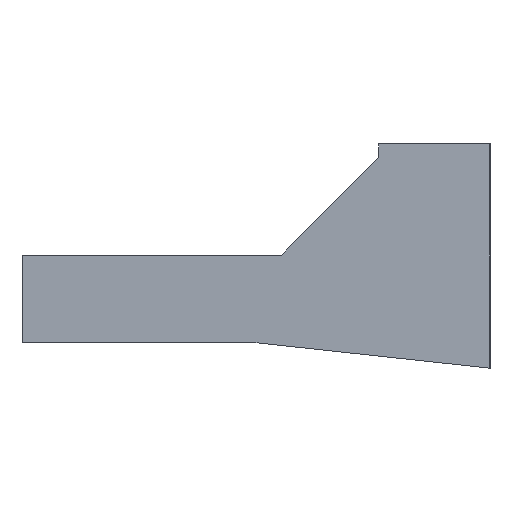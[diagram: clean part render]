
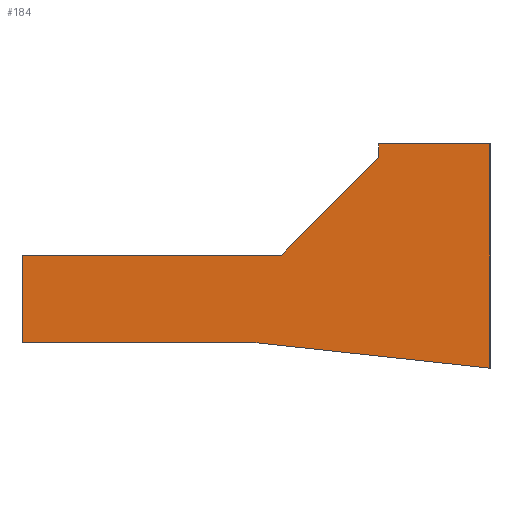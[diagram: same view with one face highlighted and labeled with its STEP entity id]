
A CAD part, left-side view. The second image highlights one B-rep face of the part: STEP entity #184.
In plain terms, the highlighted planar face has unit normal (-1, 0, 0).
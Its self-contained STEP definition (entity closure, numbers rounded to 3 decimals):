
#184=ADVANCED_FACE('',(#452),#453,.T.);
#452=FACE_OUTER_BOUND('',#806,.T.);
#453=PLANE('',#807);
#806=EDGE_LOOP('',(#1306,#1307,#1308,#1309,#1310,#1311,#1312,#1313));
#807=AXIS2_PLACEMENT_3D('',#1314,#1315,#1316);
#1306=ORIENTED_EDGE('',*,*,#2200,.T.);
#1307=ORIENTED_EDGE('',*,*,#2201,.T.);
#1308=ORIENTED_EDGE('',*,*,#2202,.T.);
#1309=ORIENTED_EDGE('',*,*,#2203,.T.);
#1310=ORIENTED_EDGE('',*,*,#2204,.T.);
#1311=ORIENTED_EDGE('',*,*,#2190,.T.);
#1312=ORIENTED_EDGE('',*,*,#2194,.T.);
#1313=ORIENTED_EDGE('',*,*,#2198,.T.);
#1314=CARTESIAN_POINT('',(0.0,0.,1.3));
#1315=DIRECTION('',(-1.0,0.0,0.0));
#1316=DIRECTION('',(0.0,1.0,0.0));
#2190=EDGE_CURVE('',#2642,#2643,#2644,.T.);
#2194=EDGE_CURVE('',#2643,#2648,#2649,.T.);
#2198=EDGE_CURVE('',#2648,#2652,#2654,.T.);
#2200=EDGE_CURVE('',#2652,#2656,#2657,.T.);
#2201=EDGE_CURVE('',#2656,#2658,#2659,.T.);
#2202=EDGE_CURVE('',#2658,#2660,#2661,.T.);
#2203=EDGE_CURVE('',#2660,#2662,#2663,.T.);
#2204=EDGE_CURVE('',#2662,#2642,#2664,.T.);
#2642=VERTEX_POINT('',#3304);
#2643=VERTEX_POINT('',#3305);
#2644=LINE('',#3306,#3307);
#2648=VERTEX_POINT('',#3313);
#2649=LINE('',#3314,#3315);
#2652=VERTEX_POINT('',#3319);
#2654=LINE('',#3322,#3323);
#2656=VERTEX_POINT('',#3325);
#2657=LINE('',#3326,#3327);
#2658=VERTEX_POINT('',#3328);
#2659=LINE('',#3329,#3330);
#2660=VERTEX_POINT('',#3331);
#2661=LINE('',#3332,#3333);
#2662=VERTEX_POINT('',#3334);
#2663=LINE('',#3335,#3336);
#2664=LINE('',#3337,#3338);
#3304=CARTESIAN_POINT('',(0.0,5.7,11.5));
#3305=CARTESIAN_POINT('',(0.0,5.7,10.8));
#3306=CARTESIAN_POINT('',(0.0,5.7,11.5));
#3307=VECTOR('',#4040,1.0);
#3313=CARTESIAN_POINT('',(0.0,10.7,5.8));
#3314=CARTESIAN_POINT('',(0.0,5.7,10.8));
#3315=VECTOR('',#4043,1.0);
#3319=CARTESIAN_POINT('',(0.0,24.,5.8));
#3322=CARTESIAN_POINT('',(0.0,10.7,5.8));
#3323=VECTOR('',#4046,1.0);
#3325=CARTESIAN_POINT('',(0.0,24.,1.3));
#3326=CARTESIAN_POINT('',(0.0,24.,5.8));
#3327=VECTOR('',#4047,1.0);
#3328=CARTESIAN_POINT('',(0.0,12.,1.3));
#3329=CARTESIAN_POINT('',(0.0,24.,1.3));
#3330=VECTOR('',#4048,1.0);
#3331=CARTESIAN_POINT('',(0.0,0.,0.));
#3332=CARTESIAN_POINT('',(0.0,12.,1.3));
#3333=VECTOR('',#4049,1.0);
#3334=CARTESIAN_POINT('',(0.0,0.,11.5));
#3335=CARTESIAN_POINT('',(0.0,0.,0.));
#3336=VECTOR('',#4050,1.0);
#3337=CARTESIAN_POINT('',(0.0,0.,11.5));
#3338=VECTOR('',#4051,1.0);
#4040=DIRECTION('',(0.0,0.0,-1.0));
#4043=DIRECTION('',(0.0,0.707,-0.707));
#4046=DIRECTION('',(0.0,1.0,0.0));
#4047=DIRECTION('',(0.0,0.0,-1.0));
#4048=DIRECTION('',(0.0,-1.0,0.0));
#4049=DIRECTION('',(0.0,-0.994,-0.108));
#4050=DIRECTION('',(0.0,0.0,1.0));
#4051=DIRECTION('',(0.0,1.0,0.0));
